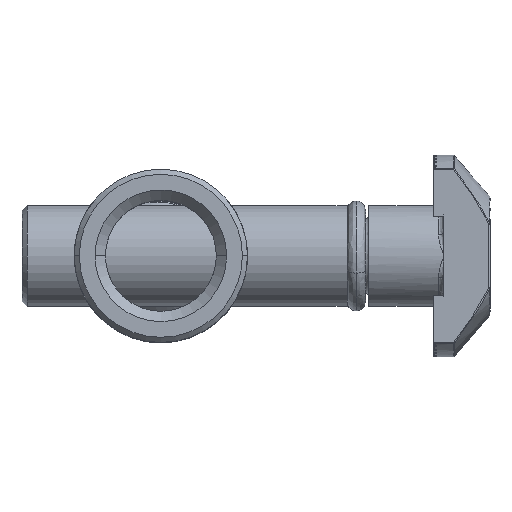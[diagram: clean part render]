
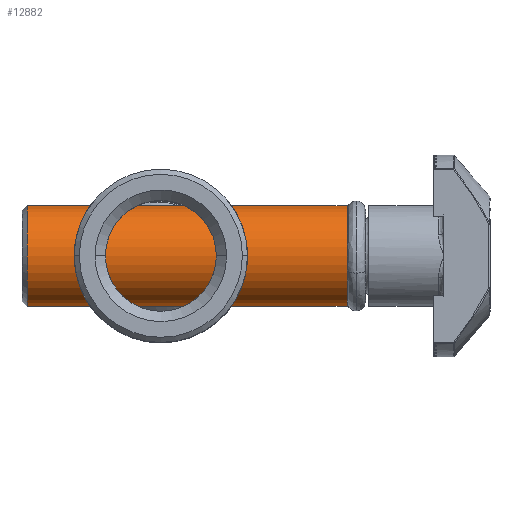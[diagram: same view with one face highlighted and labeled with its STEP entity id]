
A CAD part, top view. The second image highlights one B-rep face of the part: STEP entity #12882.
In plain terms, the highlighted cylindrical face has radius 4.9 mm (diameter 9.8 mm), a partial arc.
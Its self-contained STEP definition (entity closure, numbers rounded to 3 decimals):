
#1165 = ORIENTED_EDGE ( 'NONE', *, *, #5394, .T. ) ;
#1184 = AXIS2_PLACEMENT_3D ( 'NONE', #7309, #15755, #8539 ) ;
#1553 = DIRECTION ( 'NONE',  ( -1., 0., 0. ) ) ;
#1646 = ORIENTED_EDGE ( 'NONE', *, *, #2921, .T. ) ;
#2295 = CIRCLE ( 'NONE', #14459, 4.9 ) ;
#2328 = DIRECTION ( 'NONE',  ( -1., 0., 0. ) ) ;
#2445 = VECTOR ( 'NONE', #1553, 1000. ) ;
#2830 = LINE ( 'NONE', #10130, #2445 ) ;
#2921 = EDGE_CURVE ( 'NONE', #13950, #13540, #2295, .T. ) ;
#3580 = CIRCLE ( 'NONE', #1184, 4.9 ) ;
#4020 = FACE_OUTER_BOUND ( 'NONE', #7573, .T. ) ;
#4178 = DIRECTION ( 'NONE',  ( 0., -1., 0. ) ) ;
#4761 = LINE ( 'NONE', #14472, #11244 ) ;
#4854 = CARTESIAN_POINT ( 'NONE',  ( 12.893, -14.43, 4. ) ) ;
#5065 = ORIENTED_EDGE ( 'NONE', *, *, #8574, .F. ) ;
#5394 = EDGE_CURVE ( 'NONE', #7412, #7903, #3580, .T. ) ;
#5446 = AXIS2_PLACEMENT_3D ( 'NONE', #15049, #8998, #4178 ) ;
#6081 = DIRECTION ( 'NONE',  ( 0., -1., 0. ) ) ;
#6180 = ORIENTED_EDGE ( 'NONE', *, *, #8879, .T. ) ;
#7309 = CARTESIAN_POINT ( 'NONE',  ( -18.207, -14.43, 4. ) ) ;
#7412 = VERTEX_POINT ( 'NONE', #13305 ) ;
#7573 = EDGE_LOOP ( 'NONE', ( #1646, #6180, #1165, #5065 ) ) ;
#7719 = CARTESIAN_POINT ( 'NONE',  ( 12.893, -9.53, 4. ) ) ;
#7903 = VERTEX_POINT ( 'NONE', #12894 ) ;
#8091 = CARTESIAN_POINT ( 'NONE',  ( 12.893, -19.33, 4. ) ) ;
#8539 = DIRECTION ( 'NONE',  ( 0., -1., 0. ) ) ;
#8574 = EDGE_CURVE ( 'NONE', #13950, #7903, #2830, .T. ) ;
#8879 = EDGE_CURVE ( 'NONE', #13540, #7412, #4761, .T. ) ;
#8998 = DIRECTION ( 'NONE',  ( -1., 0., 0. ) ) ;
#9014 = CYLINDRICAL_SURFACE ( 'NONE', #5446, 4.9 ) ;
#10130 = CARTESIAN_POINT ( 'NONE',  ( -18.707, -19.33, 4. ) ) ;
#11244 = VECTOR ( 'NONE', #2328, 1000. ) ;
#12882 = ADVANCED_FACE ( 'NONE', ( #4020 ), #9014, .T. ) ;
#12894 = CARTESIAN_POINT ( 'NONE',  ( -18.207, -19.33, 4. ) ) ;
#13305 = CARTESIAN_POINT ( 'NONE',  ( -18.207, -9.53, 4. ) ) ;
#13335 = DIRECTION ( 'NONE',  ( -1., 0., 0. ) ) ;
#13540 = VERTEX_POINT ( 'NONE', #7719 ) ;
#13950 = VERTEX_POINT ( 'NONE', #8091 ) ;
#14459 = AXIS2_PLACEMENT_3D ( 'NONE', #4854, #13335, #6081 ) ;
#14472 = CARTESIAN_POINT ( 'NONE',  ( -18.707, -9.53, 4. ) ) ;
#15049 = CARTESIAN_POINT ( 'NONE',  ( -18.707, -14.43, 4. ) ) ;
#15755 = DIRECTION ( 'NONE',  ( 1., 0., 0. ) ) ;
